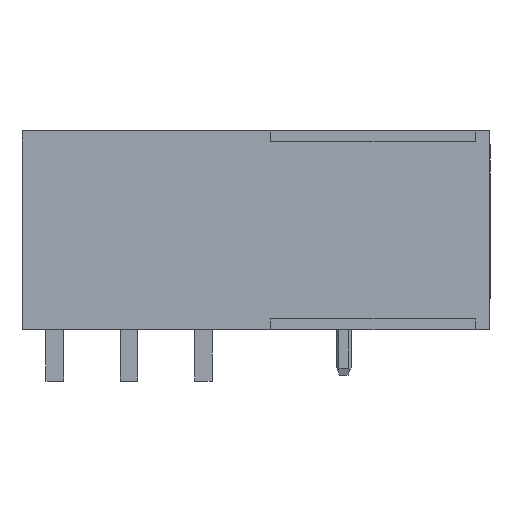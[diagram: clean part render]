
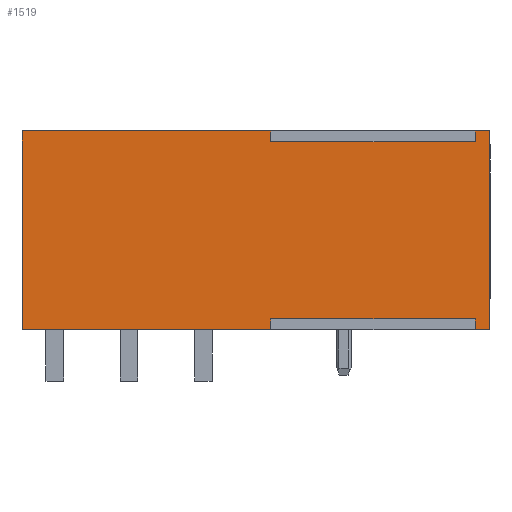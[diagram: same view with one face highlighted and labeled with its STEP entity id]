
A CAD part, left-side view. The second image highlights one B-rep face of the part: STEP entity #1519.
In plain terms, the highlighted planar face has unit normal (-1, 0, 0).
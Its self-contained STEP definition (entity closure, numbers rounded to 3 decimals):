
#1460=AXIS2_PLACEMENT_3D('Plane Axis2P3D',#1457,#1458,#1459) ;
#133=CARTESIAN_POINT('Vertex',(0.,32.,17.1)) ;
#136=CARTESIAN_POINT('Line Origine',(0.,23.5,17.1)) ;
#140=CARTESIAN_POINT('Vertex',(0.,15.,17.1)) ;
#161=CARTESIAN_POINT('Vertex',(0.,1.,17.1)) ;
#164=CARTESIAN_POINT('Line Origine',(0.,0.5,17.1)) ;
#168=CARTESIAN_POINT('Vertex',(0.,0.,17.1)) ;
#755=CARTESIAN_POINT('Vertex',(0.,0.,3.5)) ;
#758=CARTESIAN_POINT('Line Origine',(0.,0.5,3.5)) ;
#762=CARTESIAN_POINT('Vertex',(0.,1.,3.5)) ;
#783=CARTESIAN_POINT('Vertex',(0.,15.,3.5)) ;
#786=CARTESIAN_POINT('Line Origine',(0.,23.5,3.5)) ;
#790=CARTESIAN_POINT('Vertex',(0.,32.,3.5)) ;
#1445=CARTESIAN_POINT('Line Origine',(0.,32.,10.3)) ;
#1457=CARTESIAN_POINT('Axis2P3D Location',(0.,0.,17.1)) ;
#1462=CARTESIAN_POINT('Line Origine',(0.,1.,16.725)) ;
#1466=CARTESIAN_POINT('Vertex',(0.,1.,16.35)) ;
#1469=CARTESIAN_POINT('Line Origine',(0.,8.,16.35)) ;
#1473=CARTESIAN_POINT('Vertex',(0.,15.,16.35)) ;
#1476=CARTESIAN_POINT('Line Origine',(0.,15.,16.725)) ;
#1481=CARTESIAN_POINT('Line Origine',(0.,15.,3.875)) ;
#1485=CARTESIAN_POINT('Vertex',(0.,15.,4.25)) ;
#1488=CARTESIAN_POINT('Line Origine',(0.,8.,4.25)) ;
#1492=CARTESIAN_POINT('Vertex',(0.,1.,4.25)) ;
#1495=CARTESIAN_POINT('Line Origine',(0.,1.,3.875)) ;
#1500=CARTESIAN_POINT('Line Origine',(0.,0.,10.3)) ;
#137=DIRECTION('Vector Direction',(0.,1.,0.)) ;
#165=DIRECTION('Vector Direction',(0.,1.,0.)) ;
#759=DIRECTION('Vector Direction',(0.,1.,0.)) ;
#787=DIRECTION('Vector Direction',(0.,1.,0.)) ;
#1446=DIRECTION('Vector Direction',(0.,0.,-1.)) ;
#1458=DIRECTION('Axis2P3D Direction',(1.,0.,0.)) ;
#1459=DIRECTION('Axis2P3D XDirection',(0.,0.,-1.)) ;
#1463=DIRECTION('Vector Direction',(0.,0.,-1.)) ;
#1470=DIRECTION('Vector Direction',(0.,1.,0.)) ;
#1477=DIRECTION('Vector Direction',(0.,0.,-1.)) ;
#1482=DIRECTION('Vector Direction',(0.,0.,-1.)) ;
#1489=DIRECTION('Vector Direction',(0.,1.,0.)) ;
#1496=DIRECTION('Vector Direction',(0.,0.,-1.)) ;
#1501=DIRECTION('Vector Direction',(0.,0.,-1.)) ;
#138=VECTOR('Line Direction',#137,1.) ;
#166=VECTOR('Line Direction',#165,1.) ;
#760=VECTOR('Line Direction',#759,1.) ;
#788=VECTOR('Line Direction',#787,1.) ;
#1447=VECTOR('Line Direction',#1446,1.) ;
#1464=VECTOR('Line Direction',#1463,1.) ;
#1471=VECTOR('Line Direction',#1470,1.) ;
#1478=VECTOR('Line Direction',#1477,1.) ;
#1483=VECTOR('Line Direction',#1482,1.) ;
#1490=VECTOR('Line Direction',#1489,1.) ;
#1497=VECTOR('Line Direction',#1496,1.) ;
#1502=VECTOR('Line Direction',#1501,1.) ;
#1506=ORIENTED_EDGE('',*,*,#1468,.F.) ;
#1507=ORIENTED_EDGE('',*,*,#1475,.T.) ;
#1508=ORIENTED_EDGE('',*,*,#1480,.F.) ;
#1509=ORIENTED_EDGE('',*,*,#142,.T.) ;
#1510=ORIENTED_EDGE('',*,*,#1449,.T.) ;
#1511=ORIENTED_EDGE('',*,*,#792,.F.) ;
#1512=ORIENTED_EDGE('',*,*,#1487,.F.) ;
#1513=ORIENTED_EDGE('',*,*,#1494,.F.) ;
#1514=ORIENTED_EDGE('',*,*,#1499,.F.) ;
#1515=ORIENTED_EDGE('',*,*,#764,.F.) ;
#1516=ORIENTED_EDGE('',*,*,#1504,.F.) ;
#1517=ORIENTED_EDGE('',*,*,#170,.T.) ;
#1519=ADVANCED_FACE('HOUSING',(#1518),#1461,.F.) ;
#142=EDGE_CURVE('',#141,#134,#139,.T.) ;
#170=EDGE_CURVE('',#169,#162,#167,.T.) ;
#764=EDGE_CURVE('',#756,#763,#761,.T.) ;
#792=EDGE_CURVE('',#784,#791,#789,.T.) ;
#1449=EDGE_CURVE('',#134,#791,#1448,.T.) ;
#1468=EDGE_CURVE('',#1467,#162,#1465,.F.) ;
#1475=EDGE_CURVE('',#1467,#1474,#1472,.T.) ;
#1480=EDGE_CURVE('',#141,#1474,#1479,.T.) ;
#1487=EDGE_CURVE('',#1486,#784,#1484,.T.) ;
#1494=EDGE_CURVE('',#1493,#1486,#1491,.T.) ;
#1499=EDGE_CURVE('',#763,#1493,#1498,.F.) ;
#1504=EDGE_CURVE('',#169,#756,#1503,.T.) ;
#1505=EDGE_LOOP('',(#1506,#1507,#1508,#1509,#1510,#1511,#1512,#1513,#1514,#1515,#1516,#1517)) ;
#1518=FACE_OUTER_BOUND('',#1505,.T.) ;
#139=LINE('Line',#136,#138) ;
#167=LINE('Line',#164,#166) ;
#761=LINE('Line',#758,#760) ;
#789=LINE('Line',#786,#788) ;
#1448=LINE('Line',#1445,#1447) ;
#1465=LINE('Line',#1462,#1464) ;
#1472=LINE('Line',#1469,#1471) ;
#1479=LINE('Line',#1476,#1478) ;
#1484=LINE('Line',#1481,#1483) ;
#1491=LINE('Line',#1488,#1490) ;
#1498=LINE('Line',#1495,#1497) ;
#1503=LINE('Line',#1500,#1502) ;
#1461=PLANE('',#1460) ;
#134=VERTEX_POINT('',#133) ;
#141=VERTEX_POINT('',#140) ;
#162=VERTEX_POINT('',#161) ;
#169=VERTEX_POINT('',#168) ;
#756=VERTEX_POINT('',#755) ;
#763=VERTEX_POINT('',#762) ;
#784=VERTEX_POINT('',#783) ;
#791=VERTEX_POINT('',#790) ;
#1467=VERTEX_POINT('',#1466) ;
#1474=VERTEX_POINT('',#1473) ;
#1486=VERTEX_POINT('',#1485) ;
#1493=VERTEX_POINT('',#1492) ;
